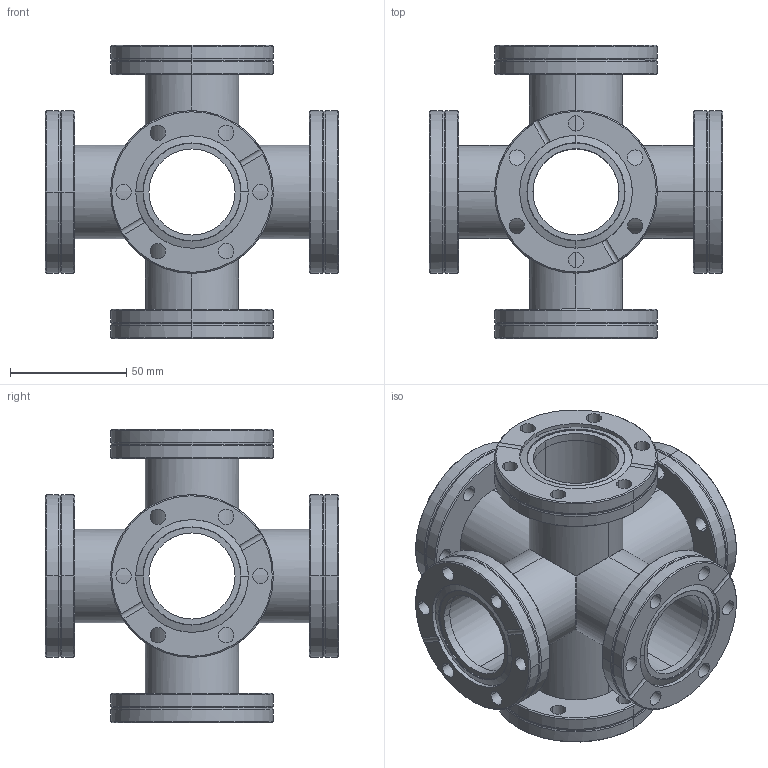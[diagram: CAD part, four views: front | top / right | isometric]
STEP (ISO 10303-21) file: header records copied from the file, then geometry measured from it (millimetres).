
FILE_DESCRIPTION (( 'STEP AP214' ), '1' );
FILE_NAME ('420RKD040.stp', '2017-07-07T08:22:04', ( '' ), ( '' ), 'SwSTEP 2.0', 'SolidWorks 2015', '' );
FILE_SCHEMA (( 'AUTOMOTIVE_DESIGN' ));
Length unit declared in the file: millimetre
Products named in the file (1): 420RKD040
Bounding box: 126 x 126 x 126 mm (x, y, z)
Volume: 222113 mm3; surface area: 136673.7 mm2
Topology: 15 solids, 15 shells, 348 faces, 852 edges, 534 vertices
Faces by surface type: cylinder 180, plane 66, cone 60, torus 42
Entity records: 14804 total; most frequent: CARTESIAN_POINT 2311, DIRECTION 1898, ORIENTED_EDGE 1704, EDGE_CURVE 852, AXIS2_PLACEMENT_3D 817, VERTEX_POINT 534, CIRCLE 468, EDGE_LOOP 450
